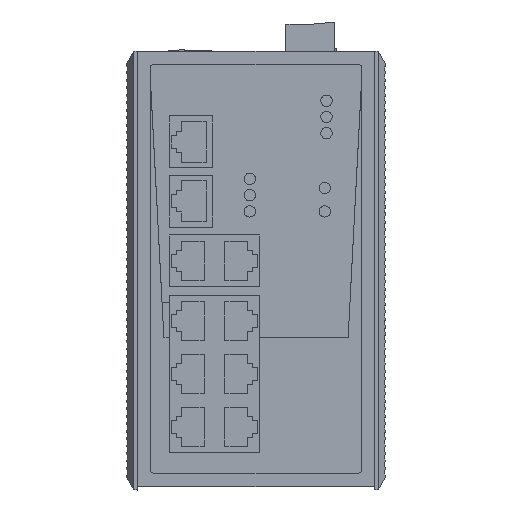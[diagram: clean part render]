
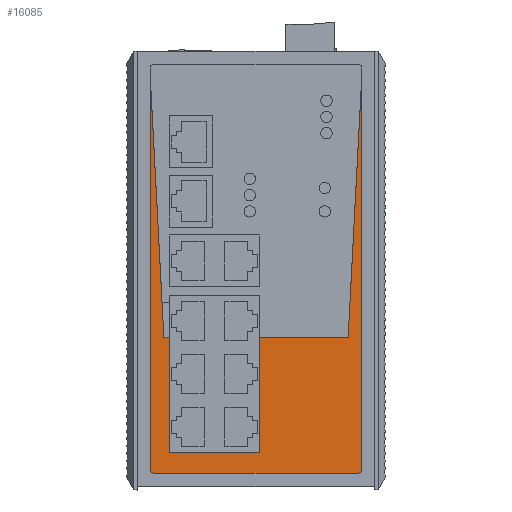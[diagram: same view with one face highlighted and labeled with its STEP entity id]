
A CAD part, top view. The second image highlights one B-rep face of the part: STEP entity #16085.
In plain terms, the highlighted planar face has unit normal (0, 0, 1).
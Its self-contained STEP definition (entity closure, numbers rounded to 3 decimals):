
#15824=AXIS2_PLACEMENT_3D('Circle Axis2P3D',#15822,#15823,$) ;
#15874=AXIS2_PLACEMENT_3D('Circle Axis2P3D',#15872,#15873,$) ;
#15984=AXIS2_PLACEMENT_3D('Plane Axis2P3D',#15981,#15982,#15983) ;
#15786=CARTESIAN_POINT('Vertex',(72.527,6.,113.2)) ;
#15793=CARTESIAN_POINT('Vertex',(72.527,125.43,113.2)) ;
#15796=CARTESIAN_POINT('Line Origine',(72.527,65.715,113.2)) ;
#15819=CARTESIAN_POINT('Vertex',(71.527,5.,113.2)) ;
#15822=CARTESIAN_POINT('Axis2P3D Location',(71.527,6.,113.2)) ;
#15844=CARTESIAN_POINT('Vertex',(8.527,5.,113.2)) ;
#15847=CARTESIAN_POINT('Line Origine',(40.027,5.,113.2)) ;
#15869=CARTESIAN_POINT('Vertex',(7.527,6.,113.2)) ;
#15872=CARTESIAN_POINT('Axis2P3D Location',(8.527,6.,113.2)) ;
#15890=CARTESIAN_POINT('Line Origine',(7.527,65.715,113.2)) ;
#15894=CARTESIAN_POINT('Vertex',(7.527,125.43,113.2)) ;
#15916=CARTESIAN_POINT('Line Origine',(27.237,11.33,113.2)) ;
#15920=CARTESIAN_POINT('Vertex',(13.347,11.33,113.2)) ;
#15922=CARTESIAN_POINT('Vertex',(41.127,11.33,113.2)) ;
#15981=CARTESIAN_POINT('Axis2P3D Location',(0.,0.5,113.2)) ;
#16033=CARTESIAN_POINT('Line Origine',(12.211,57.75,113.2)) ;
#16037=CARTESIAN_POINT('Vertex',(13.347,57.75,113.2)) ;
#16039=CARTESIAN_POINT('Vertex',(11.074,57.75,113.2)) ;
#16042=CARTESIAN_POINT('Line Origine',(9.301,91.59,113.2)) ;
#16047=CARTESIAN_POINT('Line Origine',(70.47,86.182,113.2)) ;
#16051=CARTESIAN_POINT('Vertex',(68.413,46.933,113.2)) ;
#16054=CARTESIAN_POINT('Line Origine',(54.77,46.933,113.2)) ;
#16058=CARTESIAN_POINT('Vertex',(41.127,46.933,113.2)) ;
#16061=CARTESIAN_POINT('Line Origine',(41.127,29.132,113.2)) ;
#16066=CARTESIAN_POINT('Line Origine',(13.347,34.54,113.2)) ;
#15797=DIRECTION('Vector Direction',(0.,-1.,0.)) ;
#15823=DIRECTION('Axis2P3D Direction',(0.,0.,1.)) ;
#15848=DIRECTION('Vector Direction',(-1.,0.,0.)) ;
#15873=DIRECTION('Axis2P3D Direction',(0.,0.,1.)) ;
#15891=DIRECTION('Vector Direction',(0.,1.,0.)) ;
#15917=DIRECTION('Vector Direction',(1.,0.,0.)) ;
#15982=DIRECTION('Axis2P3D Direction',(0.,0.,1.)) ;
#15983=DIRECTION('Axis2P3D XDirection',(1.,0.,0.)) ;
#16034=DIRECTION('Vector Direction',(-1.,0.,0.)) ;
#16043=DIRECTION('Vector Direction',(0.052,-0.999,0.)) ;
#16048=DIRECTION('Vector Direction',(-0.052,-0.999,0.)) ;
#16055=DIRECTION('Vector Direction',(1.,0.,0.)) ;
#16062=DIRECTION('Vector Direction',(0.,1.,0.)) ;
#16067=DIRECTION('Vector Direction',(0.,-1.,0.)) ;
#15798=VECTOR('Line Direction',#15797,1.) ;
#15849=VECTOR('Line Direction',#15848,1.) ;
#15892=VECTOR('Line Direction',#15891,1.) ;
#15918=VECTOR('Line Direction',#15917,1.) ;
#16035=VECTOR('Line Direction',#16034,1.) ;
#16044=VECTOR('Line Direction',#16043,1.) ;
#16049=VECTOR('Line Direction',#16048,1.) ;
#16056=VECTOR('Line Direction',#16055,1.) ;
#16063=VECTOR('Line Direction',#16062,1.) ;
#16068=VECTOR('Line Direction',#16067,1.) ;
#16072=ORIENTED_EDGE('',*,*,#16041,.T.) ;
#16073=ORIENTED_EDGE('',*,*,#16046,.F.) ;
#16074=ORIENTED_EDGE('',*,*,#15896,.F.) ;
#16075=ORIENTED_EDGE('',*,*,#15876,.T.) ;
#16076=ORIENTED_EDGE('',*,*,#15851,.F.) ;
#16077=ORIENTED_EDGE('',*,*,#15826,.T.) ;
#16078=ORIENTED_EDGE('',*,*,#15800,.F.) ;
#16079=ORIENTED_EDGE('',*,*,#16053,.T.) ;
#16080=ORIENTED_EDGE('',*,*,#16060,.F.) ;
#16081=ORIENTED_EDGE('',*,*,#16065,.F.) ;
#16082=ORIENTED_EDGE('',*,*,#15924,.F.) ;
#16083=ORIENTED_EDGE('',*,*,#16070,.F.) ;
#16085=ADVANCED_FACE('SWITCH',(#16084),#15985,.T.) ;
#15825=CIRCLE('generated circle',#15824,1.) ;
#15875=CIRCLE('generated circle',#15874,1.) ;
#15800=EDGE_CURVE('',#15794,#15787,#15799,.T.) ;
#15826=EDGE_CURVE('',#15820,#15787,#15825,.T.) ;
#15851=EDGE_CURVE('',#15820,#15845,#15850,.T.) ;
#15876=EDGE_CURVE('',#15870,#15845,#15875,.T.) ;
#15896=EDGE_CURVE('',#15870,#15895,#15893,.T.) ;
#15924=EDGE_CURVE('',#15921,#15923,#15919,.T.) ;
#16041=EDGE_CURVE('',#16038,#16040,#16036,.T.) ;
#16046=EDGE_CURVE('',#15895,#16040,#16045,.T.) ;
#16053=EDGE_CURVE('',#15794,#16052,#16050,.T.) ;
#16060=EDGE_CURVE('',#16059,#16052,#16057,.T.) ;
#16065=EDGE_CURVE('',#15923,#16059,#16064,.T.) ;
#16070=EDGE_CURVE('',#16038,#15921,#16069,.T.) ;
#16071=EDGE_LOOP('',(#16072,#16073,#16074,#16075,#16076,#16077,#16078,#16079,#16080,#16081,#16082,#16083)) ;
#16084=FACE_OUTER_BOUND('',#16071,.T.) ;
#15799=LINE('Line',#15796,#15798) ;
#15850=LINE('Line',#15847,#15849) ;
#15893=LINE('Line',#15890,#15892) ;
#15919=LINE('Line',#15916,#15918) ;
#16036=LINE('Line',#16033,#16035) ;
#16045=LINE('Line',#16042,#16044) ;
#16050=LINE('Line',#16047,#16049) ;
#16057=LINE('Line',#16054,#16056) ;
#16064=LINE('Line',#16061,#16063) ;
#16069=LINE('Line',#16066,#16068) ;
#15985=PLANE('',#15984) ;
#15787=VERTEX_POINT('',#15786) ;
#15794=VERTEX_POINT('',#15793) ;
#15820=VERTEX_POINT('',#15819) ;
#15845=VERTEX_POINT('',#15844) ;
#15870=VERTEX_POINT('',#15869) ;
#15895=VERTEX_POINT('',#15894) ;
#15921=VERTEX_POINT('',#15920) ;
#15923=VERTEX_POINT('',#15922) ;
#16038=VERTEX_POINT('',#16037) ;
#16040=VERTEX_POINT('',#16039) ;
#16052=VERTEX_POINT('',#16051) ;
#16059=VERTEX_POINT('',#16058) ;
